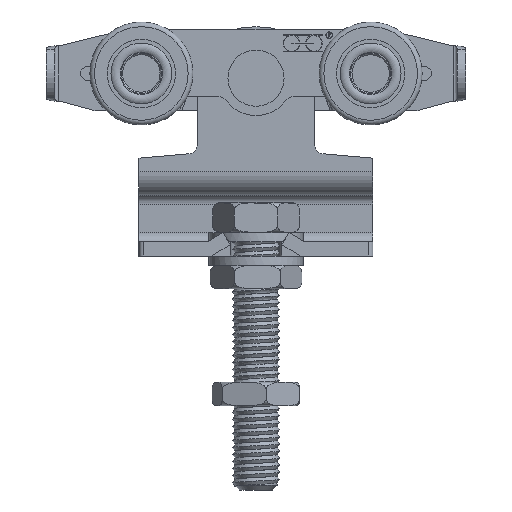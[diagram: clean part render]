
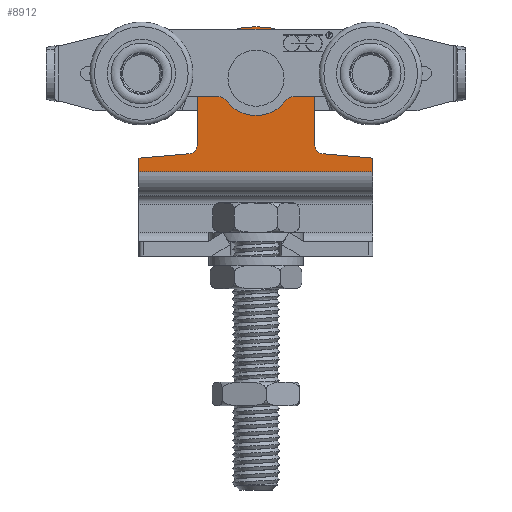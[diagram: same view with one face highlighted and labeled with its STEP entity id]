
A CAD part, front view. The second image highlights one B-rep face of the part: STEP entity #8912.
In plain terms, the highlighted planar face has unit normal (0, -1, 0).
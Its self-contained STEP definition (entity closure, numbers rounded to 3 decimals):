
#367=LINE('',#12851,#1036);
#377=LINE('',#12882,#1046);
#380=LINE('',#12893,#1049);
#382=LINE('',#12897,#1051);
#383=LINE('',#12900,#1052);
#384=LINE('',#12902,#1053);
#385=LINE('',#12903,#1054);
#1036=VECTOR('',#10449,10.);
#1046=VECTOR('',#10479,10.);
#1049=VECTOR('',#10490,10.);
#1051=VECTOR('',#10494,10.);
#1052=VECTOR('',#10497,10.);
#1053=VECTOR('',#10498,10.);
#1054=VECTOR('',#10499,10.);
#1675=PLANE('',#9499);
#1935=FACE_BOUND('',#2705,.T.);
#2150=FACE_OUTER_BOUND('',#2704,.T.);
#2704=EDGE_LOOP('',(#5918,#5919,#5920,#5921,#5922,#5923,#5924,#5925,#5926,
#5927));
#2705=EDGE_LOOP('',(#5928));
#3420=CIRCLE('',#9493,2.);
#3421=CIRCLE('',#9496,2.);
#3423=CIRCLE('',#9500,20.);
#3424=CIRCLE('',#9501,5.1);
#3785=VERTEX_POINT('',#12848);
#3786=VERTEX_POINT('',#12850);
#3794=VERTEX_POINT('',#12872);
#3795=VERTEX_POINT('',#12874);
#3797=VERTEX_POINT('',#12880);
#3798=VERTEX_POINT('',#12884);
#3799=VERTEX_POINT('',#12885);
#3802=VERTEX_POINT('',#12896);
#3803=VERTEX_POINT('',#12898);
#3804=VERTEX_POINT('',#12901);
#3805=VERTEX_POINT('',#12904);
#4633=EDGE_CURVE('',#3786,#3785,#367,.T.);
#4645=EDGE_CURVE('',#3794,#3795,#3420,.T.);
#4649=EDGE_CURVE('',#3794,#3797,#377,.T.);
#4650=EDGE_CURVE('',#3798,#3799,#3421,.T.);
#4654=EDGE_CURVE('',#3785,#3799,#380,.T.);
#4656=EDGE_CURVE('',#3798,#3802,#382,.T.);
#4657=EDGE_CURVE('',#3802,#3803,#3423,.T.);
#4658=EDGE_CURVE('',#3803,#3795,#383,.T.);
#4659=EDGE_CURVE('',#3804,#3797,#384,.T.);
#4660=EDGE_CURVE('',#3804,#3786,#385,.T.);
#4661=EDGE_CURVE('',#3805,#3805,#3424,.T.);
#5918=ORIENTED_EDGE('',*,*,#4654,.T.);
#5919=ORIENTED_EDGE('',*,*,#4650,.F.);
#5920=ORIENTED_EDGE('',*,*,#4656,.T.);
#5921=ORIENTED_EDGE('',*,*,#4657,.T.);
#5922=ORIENTED_EDGE('',*,*,#4658,.T.);
#5923=ORIENTED_EDGE('',*,*,#4645,.F.);
#5924=ORIENTED_EDGE('',*,*,#4649,.T.);
#5925=ORIENTED_EDGE('',*,*,#4659,.F.);
#5926=ORIENTED_EDGE('',*,*,#4660,.T.);
#5927=ORIENTED_EDGE('',*,*,#4633,.T.);
#5928=ORIENTED_EDGE('',*,*,#4661,.T.);
#8912=ADVANCED_FACE('',(#2150,#1935),#1675,.T.);
#9493=AXIS2_PLACEMENT_3D('',#12875,#10472,#10473);
#9496=AXIS2_PLACEMENT_3D('',#12886,#10482,#10483);
#9499=AXIS2_PLACEMENT_3D('',#12895,#10492,#10493);
#9500=AXIS2_PLACEMENT_3D('',#12899,#10495,#10496);
#9501=AXIS2_PLACEMENT_3D('',#12905,#10500,#10501);
#10449=DIRECTION('',(0.,0.,1.));
#10472=DIRECTION('center_axis',(0.,-1.,0.));
#10473=DIRECTION('ref_axis',(0.737,0.,-0.676));
#10479=DIRECTION('',(-0.996,0.,-0.087));
#10482=DIRECTION('center_axis',(0.,-1.,0.));
#10483=DIRECTION('ref_axis',(-0.737,0.,-0.676));
#10490=DIRECTION('',(-0.996,0.,0.087));
#10492=DIRECTION('center_axis',(0.,-1.,0.));
#10493=DIRECTION('ref_axis',(1.,0.,0.));
#10494=DIRECTION('',(0.,0.,1.));
#10495=DIRECTION('center_axis',(0.,-1.,0.));
#10496=DIRECTION('ref_axis',(0.625,0.,0.781));
#10497=DIRECTION('',(0.,0.,-1.));
#10498=DIRECTION('',(0.,0.,1.));
#10499=DIRECTION('',(1.,0.,0.));
#10500=DIRECTION('center_axis',(0.,1.,0.));
#10501=DIRECTION('ref_axis',(1.,0.,0.));
#12848=CARTESIAN_POINT('',(25.,-1.5,-17.094));
#12850=CARTESIAN_POINT('',(25.,-1.5,-20.));
#12851=CARTESIAN_POINT('',(25.,-1.5,-20.));
#12872=CARTESIAN_POINT('',(-14.326,-1.5,-16.16));
#12874=CARTESIAN_POINT('',(-12.5,-1.5,-14.167));
#12875=CARTESIAN_POINT('Origin',(-14.5,-1.5,-14.167));
#12880=CARTESIAN_POINT('',(-25.,-1.5,-17.094));
#12882=CARTESIAN_POINT('',(-25.126,-1.5,-17.105));
#12884=CARTESIAN_POINT('',(12.5,-1.5,-14.167));
#12885=CARTESIAN_POINT('',(14.326,-1.5,-16.16));
#12886=CARTESIAN_POINT('Origin',(14.5,-1.5,-14.167));
#12893=CARTESIAN_POINT('',(-5.934,-1.5,-14.387));
#12895=CARTESIAN_POINT('Origin',(-25.,-1.5,-20.));
#12896=CARTESIAN_POINT('',(12.5,-1.5,6.612));
#12897=CARTESIAN_POINT('',(12.5,-1.5,-18.));
#12898=CARTESIAN_POINT('',(-12.5,-1.5,6.612));
#12899=CARTESIAN_POINT('Origin',(0.,-1.5,
-9.));
#12900=CARTESIAN_POINT('',(-12.5,-1.5,-4.5));
#12901=CARTESIAN_POINT('',(-25.,-1.5,-20.));
#12902=CARTESIAN_POINT('',(-25.,-1.5,-20.));
#12903=CARTESIAN_POINT('',(-25.,-1.5,-20.));
#12904=CARTESIAN_POINT('',(5.1,-1.5,0.));
#12905=CARTESIAN_POINT('Origin',(0.,-1.5,
0.));
